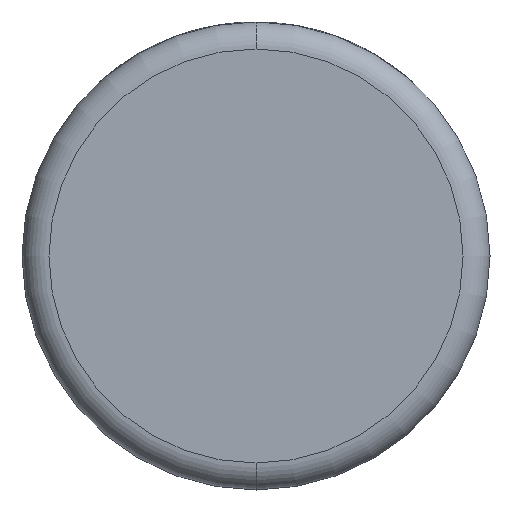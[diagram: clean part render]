
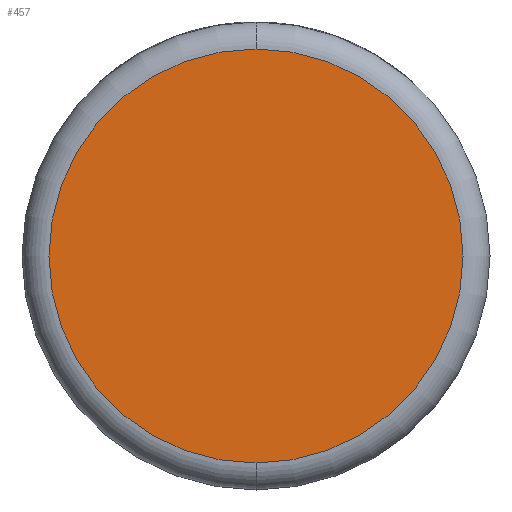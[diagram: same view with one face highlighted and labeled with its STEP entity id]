
A CAD part, front view. The second image highlights one B-rep face of the part: STEP entity #457.
In plain terms, the highlighted planar face has unit normal (0, -1, 0).
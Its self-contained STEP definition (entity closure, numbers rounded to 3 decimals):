
#164 = CIRCLE ( 'NONE', #3287, 11.502 ) ;
#259 = DIRECTION ( 'NONE',  ( 0., 0., 1. ) ) ;
#457 = ADVANCED_FACE ( 'NONE', ( #1522 ), #1739, .F. ) ;
#484 = AXIS2_PLACEMENT_3D ( 'NONE', #1246, #3567, #3546 ) ;
#1246 = CARTESIAN_POINT ( 'NONE',  ( 0., 0., 0. ) ) ;
#1408 = CIRCLE ( 'NONE', #484, 11.502 ) ;
#1522 = FACE_OUTER_BOUND ( 'NONE', #3347, .T. ) ;
#1528 = ORIENTED_EDGE ( 'NONE', *, *, #3558, .T. ) ;
#1690 = VERTEX_POINT ( 'NONE', #4502 ) ;
#1739 = PLANE ( 'NONE',  #2373 ) ;
#2274 = ORIENTED_EDGE ( 'NONE', *, *, #3052, .T. ) ;
#2373 = AXIS2_PLACEMENT_3D ( 'NONE', #3314, #3019, #3374 ) ;
#2882 = CARTESIAN_POINT ( 'NONE',  ( 0., 0., 0. ) ) ;
#3019 = DIRECTION ( 'NONE',  ( 0., 1., 0. ) ) ;
#3052 = EDGE_CURVE ( 'NONE', #3284, #1690, #1408, .T. ) ;
#3284 = VERTEX_POINT ( 'NONE', #4792 ) ;
#3287 = AXIS2_PLACEMENT_3D ( 'NONE', #2882, #3615, #259 ) ;
#3314 = CARTESIAN_POINT ( 'NONE',  ( 0., 0., 0. ) ) ;
#3347 = EDGE_LOOP ( 'NONE', ( #1528, #2274 ) ) ;
#3374 = DIRECTION ( 'NONE',  ( 0., 0., 1. ) ) ;
#3546 = DIRECTION ( 'NONE',  ( 0., 0., 1. ) ) ;
#3558 = EDGE_CURVE ( 'NONE', #1690, #3284, #164, .T. ) ;
#3567 = DIRECTION ( 'NONE',  ( 0., -1., 0. ) ) ;
#3615 = DIRECTION ( 'NONE',  ( 0., -1., 0. ) ) ;
#4502 = CARTESIAN_POINT ( 'NONE',  ( 0., 0., 11.502 ) ) ;
#4792 = CARTESIAN_POINT ( 'NONE',  ( 0., 0., -11.502 ) ) ;
